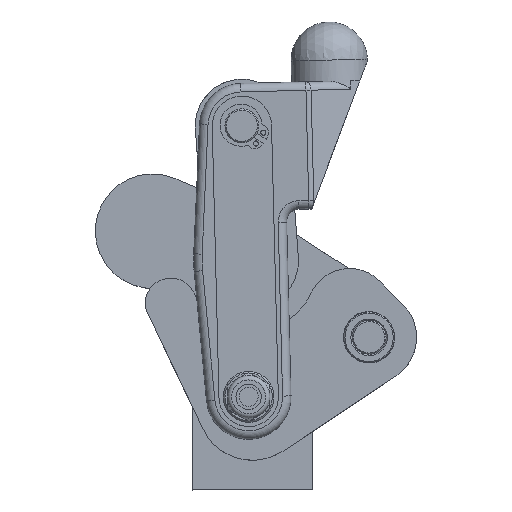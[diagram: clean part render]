
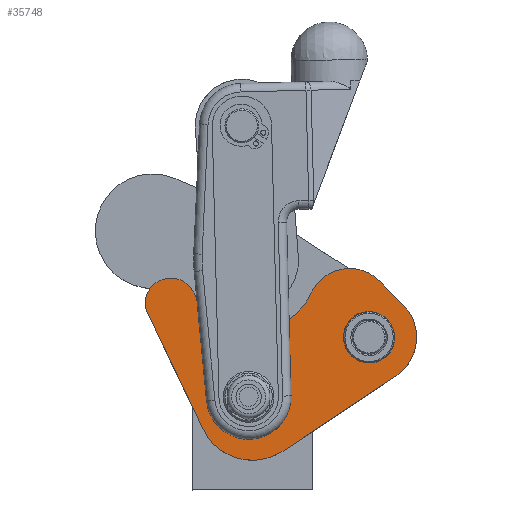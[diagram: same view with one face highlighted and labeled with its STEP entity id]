
A CAD part, top view. The second image highlights one B-rep face of the part: STEP entity #35748.
In plain terms, the highlighted face is planar.
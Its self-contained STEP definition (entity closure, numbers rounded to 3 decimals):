
#2201=FACE_BOUND('',#5750,.T.);
#3729=FACE_OUTER_BOUND('',#5749,.T.);
#5749=EDGE_LOOP('',(#30651,#30652,#30653,#30654,#30655,#30656,#30657,#30658,
#30659,#30660,#30661,#30662,#30663));
#5750=EDGE_LOOP('',(#30664,#30665));
#7323=CIRCLE('',#38971,4.);
#7325=CIRCLE('',#38974,6.05);
#7327=CIRCLE('',#38977,11.);
#7329=CIRCLE('',#38981,10.);
#7331=CIRCLE('',#38984,15.13);
#7333=CIRCLE('',#38988,10.);
#7335=CIRCLE('',#38993,15.13);
#7337=CIRCLE('',#38996,6.);
#7339=CIRCLE('',#39000,13.);
#9597=LINE('',#60455,#12170);
#9602=LINE('',#60473,#12175);
#9606=LINE('',#60485,#12179);
#9609=LINE('',#60491,#12182);
#9614=LINE('',#60509,#12187);
#9618=LINE('',#60520,#12191);
#12170=VECTOR('',#47098,10.);
#12175=VECTOR('',#47117,10.);
#12179=VECTOR('',#47129,10.);
#12182=VECTOR('',#47134,10.);
#12187=VECTOR('',#47153,10.);
#12191=VECTOR('',#47165,10.);
#15633=VERTEX_POINT('',#60433);
#15634=VERTEX_POINT('',#60434);
#15637=VERTEX_POINT('',#60445);
#15638=VERTEX_POINT('',#60446);
#15641=VERTEX_POINT('',#60454);
#15643=VERTEX_POINT('',#60460);
#15645=VERTEX_POINT('',#60466);
#15647=VERTEX_POINT('',#60472);
#15649=VERTEX_POINT('',#60478);
#15651=VERTEX_POINT('',#60484);
#15653=VERTEX_POINT('',#60490);
#15655=VERTEX_POINT('',#60496);
#15657=VERTEX_POINT('',#60502);
#15659=VERTEX_POINT('',#60508);
#15661=VERTEX_POINT('',#60514);
#20721=EDGE_CURVE('',#15633,#15634,#7323,.T.);
#20725=EDGE_CURVE('',#15634,#15633,#7325,.T.);
#20727=EDGE_CURVE('',#15637,#15638,#7327,.T.);
#20731=EDGE_CURVE('',#15641,#15637,#9597,.T.);
#20734=EDGE_CURVE('',#15643,#15641,#7329,.T.);
#20737=EDGE_CURVE('',#15645,#15643,#7331,.T.);
#20740=EDGE_CURVE('',#15647,#15645,#9602,.T.);
#20743=EDGE_CURVE('',#15649,#15647,#7333,.T.);
#20746=EDGE_CURVE('',#15651,#15649,#9606,.T.);
#20749=EDGE_CURVE('',#15653,#15651,#9609,.T.);
#20752=EDGE_CURVE('',#15655,#15653,#7335,.T.);
#20755=EDGE_CURVE('',#15657,#15655,#7337,.T.);
#20758=EDGE_CURVE('',#15659,#15657,#9614,.T.);
#20761=EDGE_CURVE('',#15661,#15659,#7339,.T.);
#20764=EDGE_CURVE('',#15638,#15661,#9618,.T.);
#30651=ORIENTED_EDGE('',*,*,#20764,.F.);
#30652=ORIENTED_EDGE('',*,*,#20727,.F.);
#30653=ORIENTED_EDGE('',*,*,#20731,.F.);
#30654=ORIENTED_EDGE('',*,*,#20734,.F.);
#30655=ORIENTED_EDGE('',*,*,#20737,.F.);
#30656=ORIENTED_EDGE('',*,*,#20740,.F.);
#30657=ORIENTED_EDGE('',*,*,#20743,.F.);
#30658=ORIENTED_EDGE('',*,*,#20746,.F.);
#30659=ORIENTED_EDGE('',*,*,#20749,.F.);
#30660=ORIENTED_EDGE('',*,*,#20752,.F.);
#30661=ORIENTED_EDGE('',*,*,#20755,.F.);
#30662=ORIENTED_EDGE('',*,*,#20758,.F.);
#30663=ORIENTED_EDGE('',*,*,#20761,.F.);
#30664=ORIENTED_EDGE('',*,*,#20725,.F.);
#30665=ORIENTED_EDGE('',*,*,#20721,.F.);
#33918=PLANE('',#39004);
#35748=ADVANCED_FACE('',(#3729,#2201),#33918,.F.);
#38971=AXIS2_PLACEMENT_3D('',#60435,#47076,#47077);
#38974=AXIS2_PLACEMENT_3D('',#60442,#47084,#47085);
#38977=AXIS2_PLACEMENT_3D('',#60447,#47090,#47091);
#38981=AXIS2_PLACEMENT_3D('',#60461,#47103,#47104);
#38984=AXIS2_PLACEMENT_3D('',#60467,#47110,#47111);
#38988=AXIS2_PLACEMENT_3D('',#60479,#47122,#47123);
#38993=AXIS2_PLACEMENT_3D('',#60497,#47139,#47140);
#38996=AXIS2_PLACEMENT_3D('',#60503,#47146,#47147);
#39000=AXIS2_PLACEMENT_3D('',#60515,#47158,#47159);
#39004=AXIS2_PLACEMENT_3D('',#60523,#47169,#47170);
#47076=DIRECTION('center_axis',(0.,0.,-1.));
#47077=DIRECTION('ref_axis',(-0.214,-0.977,0.));
#47084=DIRECTION('center_axis',(0.,0.,-1.));
#47085=DIRECTION('ref_axis',(0.366,-0.931,0.));
#47090=DIRECTION('center_axis',(0.,0.,1.));
#47091=DIRECTION('ref_axis',(-0.98,0.198,0.));
#47098=DIRECTION('',(-0.198,-0.98,0.));
#47103=DIRECTION('center_axis',(0.,0.,1.));
#47104=DIRECTION('ref_axis',(0.53,0.848,0.));
#47110=DIRECTION('center_axis',(0.,0.,-1.));
#47111=DIRECTION('ref_axis',(0.53,0.848,0.));
#47117=DIRECTION('',(-0.532,0.847,0.));
#47122=DIRECTION('center_axis',(0.,0.,-1.));
#47123=DIRECTION('ref_axis',(0.847,0.532,0.));
#47129=DIRECTION('',(0.472,-0.882,0.));
#47134=DIRECTION('',(0.847,0.532,0.));
#47139=DIRECTION('center_axis',(0.,0.,-1.));
#47140=DIRECTION('ref_axis',(-0.991,0.136,0.));
#47146=DIRECTION('center_axis',(0.,0.,1.));
#47147=DIRECTION('ref_axis',(0.955,0.298,0.));
#47153=DIRECTION('',(-0.141,0.99,0.));
#47158=DIRECTION('center_axis',(0.,0.,1.));
#47159=DIRECTION('ref_axis',(0.,-1.,0.));
#47165=DIRECTION('',(1.,0.,0.));
#47169=DIRECTION('center_axis',(0.,0.,1.));
#47170=DIRECTION('ref_axis',(1.,0.,0.));
#60433=CARTESIAN_POINT('',(-29.006,9.878,0.));
#60434=CARTESIAN_POINT('',(-26.238,10.271,0.));
#60435=CARTESIAN_POINT('Origin',(-27.095,6.363,0.));
#60442=CARTESIAN_POINT('Origin',(-26.794,4.246,0.));
#60445=CARTESIAN_POINT('',(-37.754,6.306,0.));
#60446=CARTESIAN_POINT('',(-26.971,-6.871,0.));
#60447=CARTESIAN_POINT('Origin',(-26.971,4.129,0.));
#60454=CARTESIAN_POINT('',(-36.204,13.981,0.));
#60455=CARTESIAN_POINT('',(-36.204,13.981,0.));
#60460=CARTESIAN_POINT('',(-21.102,20.482,0.));
#60461=CARTESIAN_POINT('Origin',(-26.402,12.002,0.));
#60466=CARTESIAN_POINT('',(-13.394,18.185,0.));
#60467=CARTESIAN_POINT('Origin',(-13.083,33.312,0.));
#60472=CARTESIAN_POINT('',(-3.801,2.924,0.));
#60473=CARTESIAN_POINT('',(-3.801,2.924,0.));
#60478=CARTESIAN_POINT('',(13.482,12.964,0.));
#60479=CARTESIAN_POINT('Origin',(4.665,8.246,0.));
#60484=CARTESIAN_POINT('',(3.244,32.097,0.));
#60485=CARTESIAN_POINT('',(3.244,32.097,0.));
#60490=CARTESIAN_POINT('',(1.907,31.257,0.));
#60491=CARTESIAN_POINT('',(1.907,31.257,0.));
#60496=CARTESIAN_POINT('',(1.84,35.803,0.));
#60497=CARTESIAN_POINT('Origin',(-13.083,33.312,0.));
#60502=CARTESIAN_POINT('',(13.486,38.578,0.));
#60503=CARTESIAN_POINT('Origin',(7.758,36.791,0.));
#60508=CARTESIAN_POINT('',(17.837,7.957,0.));
#60509=CARTESIAN_POINT('',(17.837,7.957,0.));
#60514=CARTESIAN_POINT('',(4.966,-6.871,0.));
#60515=CARTESIAN_POINT('Origin',(4.966,6.129,0.));
#60520=CARTESIAN_POINT('',(-26.971,-6.871,0.));
#60523=CARTESIAN_POINT('Origin',(-10.003,17.96,0.));
